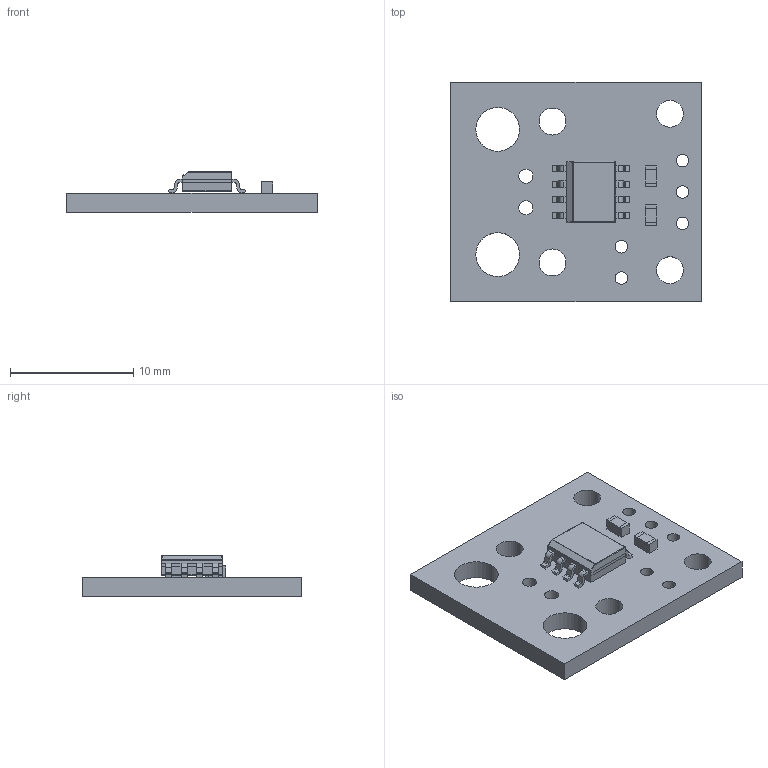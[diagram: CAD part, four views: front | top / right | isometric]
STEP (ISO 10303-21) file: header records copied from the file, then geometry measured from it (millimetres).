
FILE_DESCRIPTION (( 'STEP AP214' ), '1' );
FILE_NAME ('acs7x4-current-sensor-carrier-step_v2.step', '2023-07-22T00:10:11', ( '' ), ( '' ), 'SwSTEP 2.0', 'SolidWorks 2023', '' );
FILE_SCHEMA (( 'AUTOMOTIVE_DESIGN' ));
Length unit declared in the file: millimetre
Products named in the file (1): acs7x4-current-sensor-carrier-step_v2
Bounding box: 20.32 x 17.78 x 3.32 mm (x, y, z)
Volume: 540.1 mm3; surface area: 970.4 mm2
Topology: 1 solids, 1 shells, 530 faces, 1435 edges, 936 vertices
Faces by surface type: plane 304, bspline 155, cylinder 69, sphere 2
Entity records: 27674 total; most frequent: CARTESIAN_POINT 9445, ORIENTED_EDGE 2866, DIRECTION 1975, EDGE_CURVE 1433, VECTOR 979, LINE 979, VERTEX_POINT 936, EDGE_LOOP 601
